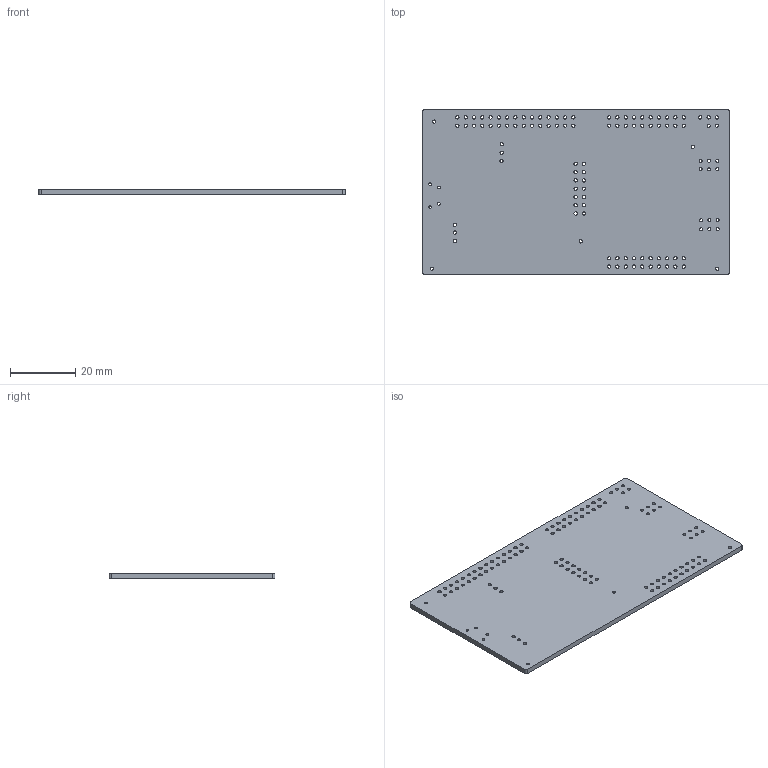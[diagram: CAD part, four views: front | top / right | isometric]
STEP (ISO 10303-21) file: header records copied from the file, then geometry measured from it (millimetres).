
FILE_DESCRIPTION(('Open CASCADE Model'),'2;1');
FILE_NAME('Open CASCADE Shape Model','2019-11-04T17:51:00',('Author'),( 'Open CASCADE'),'Open CASCADE STEP processor 6.8','Open CASCADE 6.8' ,'Unknown');
FILE_SCHEMA(('AUTOMOTIVE_DESIGN_CC2 { 1 2 10303 214 -1 1 5 4 }'));
Length unit declared in the file: millimetre
Products named in the file (2): PCB; Board
Assembly tree (1 placements, depth 2):
  PCB
    Board
Bounding box: 93.98 x 50.8 x 1.6 mm (x, y, z)
Volume: 7494.9 mm3; surface area: 10408.8 mm2
Topology: 1 solids, 1 shells, 126 faces, 372 edges, 248 vertices
Faces by surface type: cylinder 120, plane 6
Full cylindrical faces by diameter (mm): 0.8 x2, 0.9 x2, 0.914 x14, 1 x11, 1.016 x87
Entity records: 10415 total; most frequent: CARTESIAN_POINT 2932, DIRECTION 1372, ORIENTED_EDGE 744, PCURVE 744, DEFINITIONAL_REPRESENTATION 744, LINE 636, VECTOR 636, EDGE_CURVE 372
